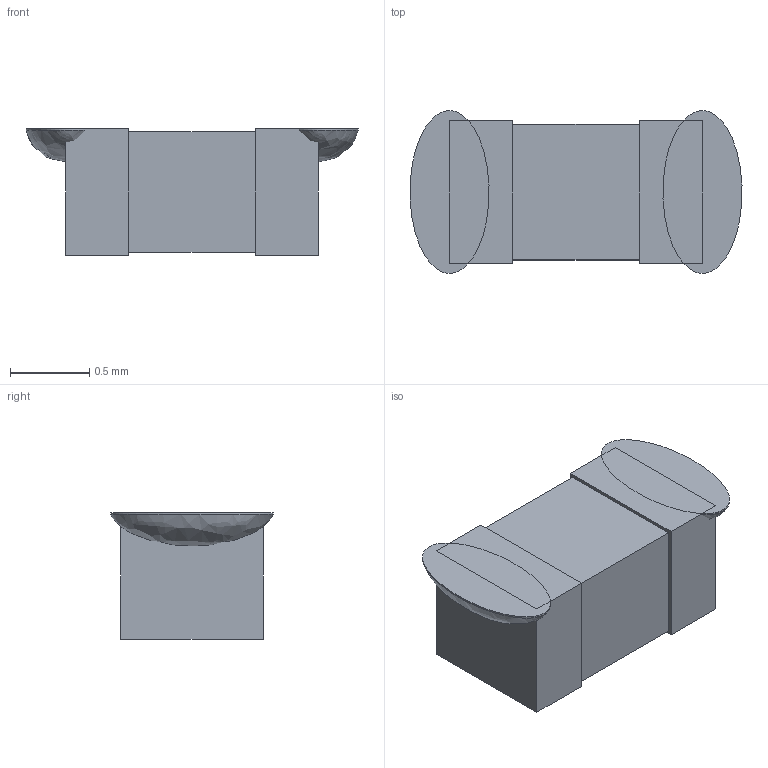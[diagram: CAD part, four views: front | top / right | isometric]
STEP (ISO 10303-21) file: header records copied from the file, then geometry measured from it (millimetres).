
FILE_DESCRIPTION (( 'STEP AP214' ), '1' );
FILE_NAME ('CAPC0603.STEP', '2017-11-16T06:40:51', ( '64' ), ( '' ), 'SwSTEP 2.0', 'SolidWorks 2014', '' );
FILE_SCHEMA (( 'AUTOMOTIVE_DESIGN' ));
Length unit declared in the file: millimetre
Products named in the file (2): CAPC0603
Bounding box: 2.1 x 1.03 x 0.8 mm (x, y, z)
Volume: 1.2 mm3; surface area: 8.9 mm2
Topology: 3 solids, 3 shells, 24 faces, 48 edges, 32 vertices
Faces by surface type: plane 18, bspline 6
Entity records: 977 total; most frequent: CARTESIAN_POINT 188, ORIENTED_EDGE 96, DIRECTION 80, EDGE_CURVE 48, LINE 40, VECTOR 40, VERTEX_POINT 32, UNCERTAINTY_MEASURE_WITH_UNIT 29
